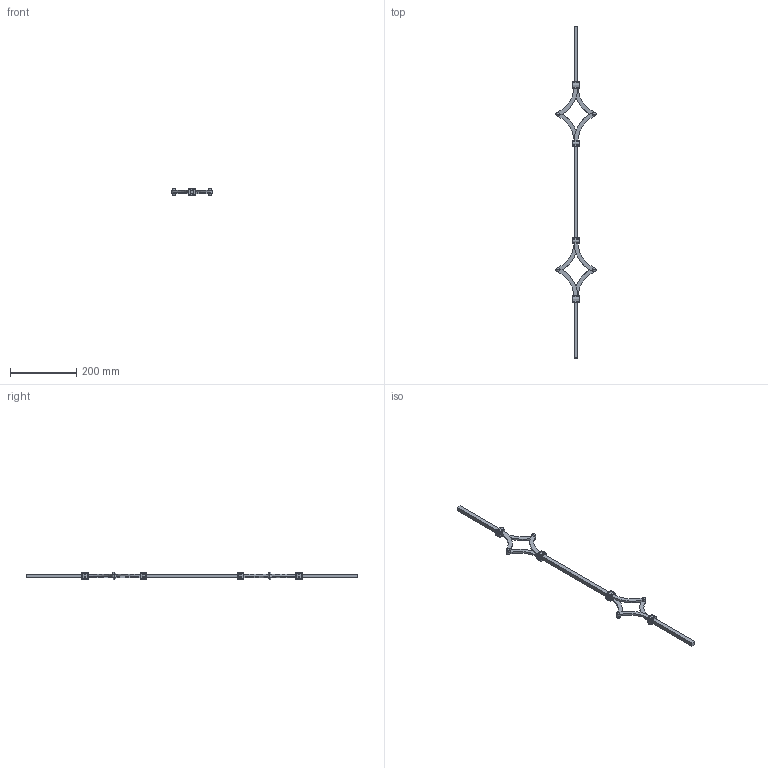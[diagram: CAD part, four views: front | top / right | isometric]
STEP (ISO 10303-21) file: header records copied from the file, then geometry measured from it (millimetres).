
FILE_DESCRIPTION (( 'STEP AP203' ), '1' );
FILE_NAME ('05000GD202.STEP', '2022-10-18T13:39:30', ( '' ), ( '' ), 'SwSTEP 2.0', 'SolidWorks 2020', '' );
FILE_SCHEMA (( 'CONFIG_CONTROL_DESIGN' ));
Length unit declared in the file: millimetre
Products named in the file (1): 05000GD202
Bounding box: 121 x 1000 x 22 mm (x, y, z)
Volume: 183286.6 mm3; surface area: 66379.2 mm2
Topology: 1 solids, 1 shells, 294 faces, 736 edges, 408 vertices
Faces by surface type: cylinder 144, sphere 64, bspline 48, plane 38
Entity records: 9461 total; most frequent: CARTESIAN_POINT 3183, ORIENTED_EDGE 1344, DIRECTION 1326, EDGE_CURVE 672, AXIS2_PLACEMENT_3D 551, VERTEX_POINT 392, EDGE_LOOP 310, CIRCLE 304
